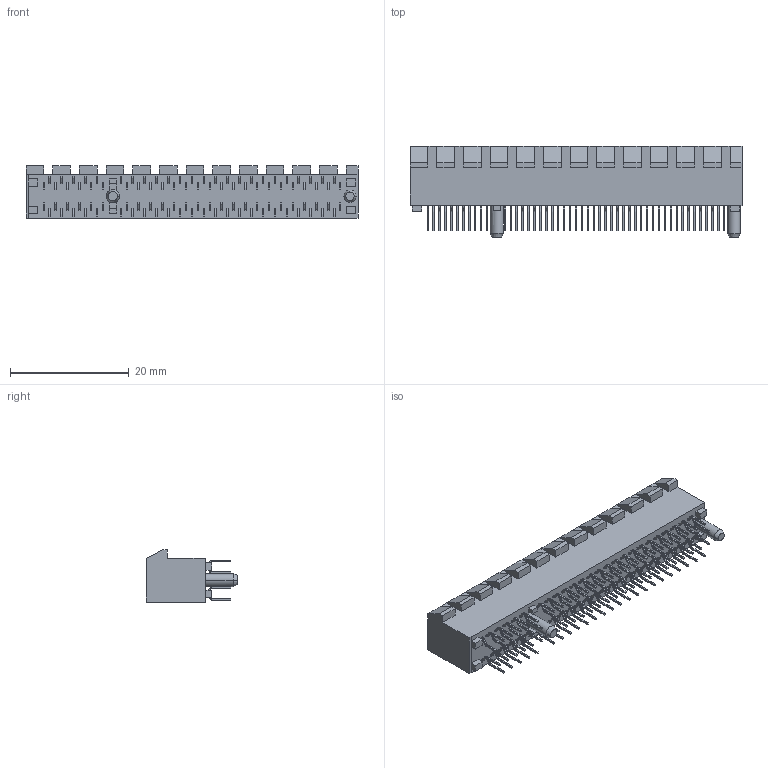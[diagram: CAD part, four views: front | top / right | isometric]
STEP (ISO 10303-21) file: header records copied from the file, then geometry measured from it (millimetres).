
FILE_DESCRIPTION((''),'2;1');
FILE_NAME('10018783-X0XXX_98P_PROE','2011-11-19T',('KAyyappa'),('FCI - ELX Division'),'PRO/ENGINEER BY PARAMETRIC TECHNOLOGY CORPORATION, 2009400','PRO/ENGINEER BY PARAMETRIC TECHNOLOGY CORPORATION, 2009400','');
FILE_SCHEMA(('CONFIG_CONTROL_DESIGN'));
Length unit declared in the file: millimetre
Products named in the file (1): 10018783-X0XXX_98P_PROE
Bounding box: 56 x 15.4 x 8.8 mm (x, y, z)
Volume: 3639.3 mm3; surface area: 3860.7 mm2
Topology: 1 solids, 1 shells, 1603 faces, 4846 edges, 3349 vertices
Faces by surface type: plane 1007, cylinder 592, cone 4
Entity records: 55674 total; most frequent: CARTESIAN_POINT 9798, ORIENTED_EDGE 9692, DIRECTION 9636, EDGE_CURVE 4846, VERTEX_POINT 3349, VECTOR 3262, LINE 3262, AXIS2_PLACEMENT_3D 3187
